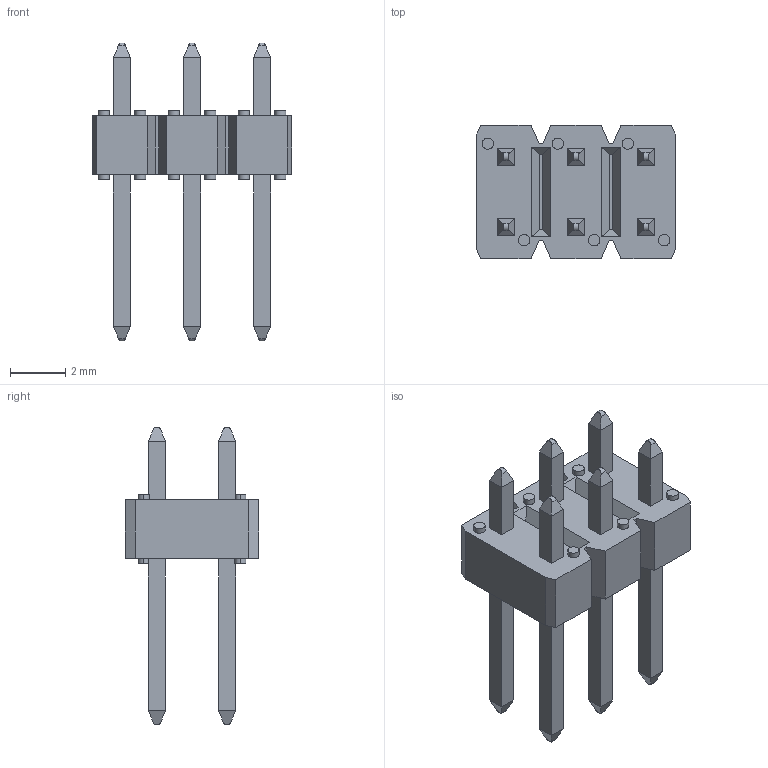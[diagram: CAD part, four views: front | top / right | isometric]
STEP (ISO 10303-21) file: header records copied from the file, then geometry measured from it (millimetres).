
FILE_DESCRIPTION(('STEP AP214'),'1');
FILE_NAME('6884.stp','2016-12-08T17:52:06',('TraceParts'),('TraceParts S.A.'),'Spatial InterOp 3D',' ',' ');
FILE_SCHEMA(('automotive_design'));
Length unit declared in the file: millimetre
Products named in the file (7): 77313_Y01_06_ASM|Next assembly relationship;98470-006; 77313_Y01_06_ASM|Next assembly relationship;77310_Y01
Bounding box: 7.22 x 4.83 x 10.8 mm (x, y, z)
Volume: 88.1 mm3; surface area: 317.4 mm2
Topology: 7 solids, 7 shells, 190 faces, 432 edges, 272 vertices
Faces by surface type: plane 154, cylinder 36
Entity records: 5569 total; most frequent: CARTESIAN_POINT 1189, ORIENTED_EDGE 864, DIRECTION 850, EDGE_CURVE 432, LINE 360, VECTOR 360, VERTEX_POINT 272, AXIS2_PLACEMENT_3D 245
